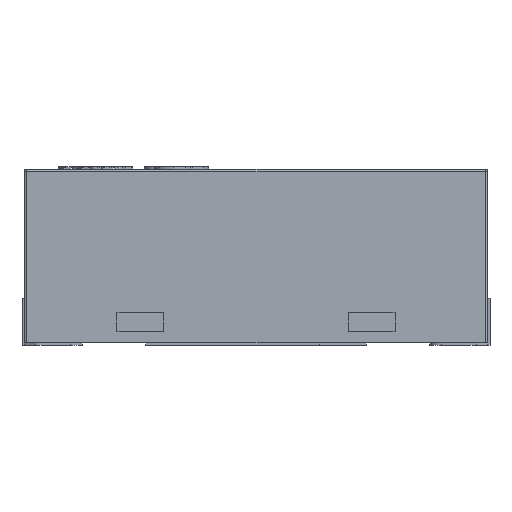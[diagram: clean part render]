
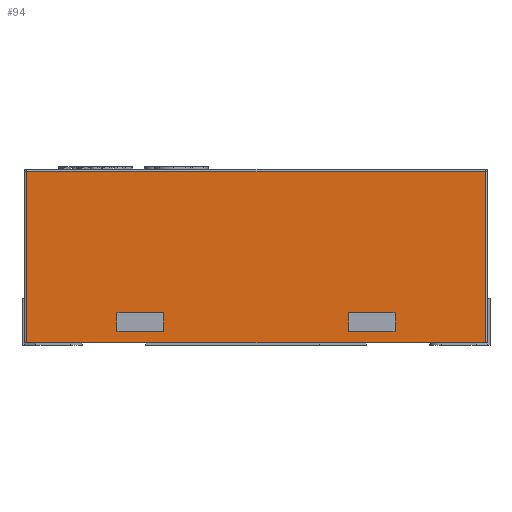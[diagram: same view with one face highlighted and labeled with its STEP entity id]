
A CAD part, left-side view. The second image highlights one B-rep face of the part: STEP entity #94.
In plain terms, the highlighted planar face has unit normal (-1, 0, 0).
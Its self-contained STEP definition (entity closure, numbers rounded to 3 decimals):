
#86 = DIRECTION ( 'NONE',  ( 0., 0., -1. ) ) ;
#94 = ADVANCED_FACE ( 'NONE', ( #2586, #5809, #15063 ), #19553, .T. ) ;
#373 = VECTOR ( 'NONE', #6900, 1000. ) ;
#420 = CARTESIAN_POINT ( 'NONE',  ( -1., -0.4, -0.7 ) ) ;
#764 = LINE ( 'NONE', #12842, #373 ) ;
#778 = CARTESIAN_POINT ( 'NONE',  ( -1., -0.99, -0.01 ) ) ;
#957 = VERTEX_POINT ( 'NONE', #1507 ) ;
#994 = LINE ( 'NONE', #7020, #12069 ) ;
#1254 = DIRECTION ( 'NONE',  ( -1., 0., 0. ) ) ;
#1416 = VERTEX_POINT ( 'NONE', #5847 ) ;
#1507 = CARTESIAN_POINT ( 'NONE',  ( -1., -0.6, -0.7 ) ) ;
#1860 = CARTESIAN_POINT ( 'NONE',  ( -1., 0.4, -0.62 ) ) ;
#1866 = DIRECTION ( 'NONE',  ( 0., 0., -1. ) ) ;
#2015 = VERTEX_POINT ( 'NONE', #8055 ) ;
#2123 = VECTOR ( 'NONE', #86, 1000. ) ;
#2155 = CARTESIAN_POINT ( 'NONE',  ( -1., -0.99, -0.75 ) ) ;
#2271 = CARTESIAN_POINT ( 'NONE',  ( -1., 0.99, -0.75 ) ) ;
#2586 = FACE_BOUND ( 'NONE', #4019, .T. ) ;
#2764 = ORIENTED_EDGE ( 'NONE', *, *, #8863, .T. ) ;
#2807 = VECTOR ( 'NONE', #7654, 1000. ) ;
#2924 = CARTESIAN_POINT ( 'NONE',  ( -1., 1., -0.75 ) ) ;
#3081 = VERTEX_POINT ( 'NONE', #12375 ) ;
#3410 = VECTOR ( 'NONE', #9064, 1000. ) ;
#4019 = EDGE_LOOP ( 'NONE', ( #13576, #4125, #11869, #17548 ) ) ;
#4125 = ORIENTED_EDGE ( 'NONE', *, *, #7470, .T. ) ;
#4174 = VECTOR ( 'NONE', #19246, 1000. ) ;
#4279 = EDGE_CURVE ( 'NONE', #10209, #11944, #6974, .T. ) ;
#4285 = CARTESIAN_POINT ( 'NONE',  ( -1., 1., -0.75 ) ) ;
#4641 = EDGE_LOOP ( 'NONE', ( #16060, #5670, #15272, #13729 ) ) ;
#4806 = EDGE_CURVE ( 'NONE', #2015, #13966, #18079, .T. ) ;
#5289 = CARTESIAN_POINT ( 'NONE',  ( -1., 0.99, -0.01 ) ) ;
#5614 = AXIS2_PLACEMENT_3D ( 'NONE', #4285, #1254, #8717 ) ;
#5670 = ORIENTED_EDGE ( 'NONE', *, *, #4279, .T. ) ;
#5809 = FACE_BOUND ( 'NONE', #8819, .T. ) ;
#5847 = CARTESIAN_POINT ( 'NONE',  ( -1., -0.4, -0.62 ) ) ;
#6079 = VECTOR ( 'NONE', #18917, 1000. ) ;
#6143 = DIRECTION ( 'NONE',  ( 0., 0., 1. ) ) ;
#6616 = LINE ( 'NONE', #17206, #17630 ) ;
#6900 = DIRECTION ( 'NONE',  ( 0., 0., -1. ) ) ;
#6974 = LINE ( 'NONE', #2155, #8617 ) ;
#7020 = CARTESIAN_POINT ( 'NONE',  ( -1., -0.4, -0.7 ) ) ;
#7470 = EDGE_CURVE ( 'NONE', #12505, #1416, #994, .T. ) ;
#7647 = CARTESIAN_POINT ( 'NONE',  ( -1., 0.6, -0.7 ) ) ;
#7654 = DIRECTION ( 'NONE',  ( 0., 1., 0. ) ) ;
#7962 = VECTOR ( 'NONE', #6143, 1000. ) ;
#7984 = VECTOR ( 'NONE', #10370, 1000. ) ;
#7987 = EDGE_CURVE ( 'NONE', #14291, #10209, #16716, .T. ) ;
#8055 = CARTESIAN_POINT ( 'NONE',  ( -1., 0.6, -0.62 ) ) ;
#8071 = EDGE_CURVE ( 'NONE', #13966, #10438, #10881, .T. ) ;
#8281 = LINE ( 'NONE', #8693, #4174 ) ;
#8369 = CARTESIAN_POINT ( 'NONE',  ( -1., -0.99, -0.75 ) ) ;
#8617 = VECTOR ( 'NONE', #13122, 1000. ) ;
#8693 = CARTESIAN_POINT ( 'NONE',  ( -1., -0.6, -0.7 ) ) ;
#8717 = DIRECTION ( 'NONE',  ( 0., -1., 0. ) ) ;
#8819 = EDGE_LOOP ( 'NONE', ( #15381, #12618, #2764, #14056 ) ) ;
#8863 = EDGE_CURVE ( 'NONE', #10438, #18665, #15524, .T. ) ;
#9064 = DIRECTION ( 'NONE',  ( 0., -1., 0. ) ) ;
#9529 = LINE ( 'NONE', #2271, #17674 ) ;
#10209 = VERTEX_POINT ( 'NONE', #8369 ) ;
#10363 = CARTESIAN_POINT ( 'NONE',  ( -1., 0.6, -0.7 ) ) ;
#10370 = DIRECTION ( 'NONE',  ( 0., -1., 0. ) ) ;
#10438 = VERTEX_POINT ( 'NONE', #18593 ) ;
#10445 = EDGE_CURVE ( 'NONE', #18665, #2015, #18487, .T. ) ;
#10784 = CARTESIAN_POINT ( 'NONE',  ( -1., 0.6, -0.7 ) ) ;
#10859 = EDGE_CURVE ( 'NONE', #11944, #14075, #17344, .T. ) ;
#10881 = LINE ( 'NONE', #12659, #2123 ) ;
#11074 = EDGE_CURVE ( 'NONE', #957, #12505, #8281, .T. ) ;
#11174 = CARTESIAN_POINT ( 'NONE',  ( -1., 0.99, -0.75 ) ) ;
#11771 = EDGE_CURVE ( 'NONE', #1416, #3081, #6616, .T. ) ;
#11869 = ORIENTED_EDGE ( 'NONE', *, *, #11771, .T. ) ;
#11944 = VERTEX_POINT ( 'NONE', #778 ) ;
#12069 = VECTOR ( 'NONE', #13577, 1000. ) ;
#12375 = CARTESIAN_POINT ( 'NONE',  ( -1., -0.6, -0.62 ) ) ;
#12505 = VERTEX_POINT ( 'NONE', #420 ) ;
#12618 = ORIENTED_EDGE ( 'NONE', *, *, #8071, .T. ) ;
#12659 = CARTESIAN_POINT ( 'NONE',  ( -1., 0.4, -0.7 ) ) ;
#12842 = CARTESIAN_POINT ( 'NONE',  ( -1., -0.6, -0.7 ) ) ;
#13122 = DIRECTION ( 'NONE',  ( 0., 0., 1. ) ) ;
#13576 = ORIENTED_EDGE ( 'NONE', *, *, #11074, .T. ) ;
#13577 = DIRECTION ( 'NONE',  ( 0., 0., 1. ) ) ;
#13729 = ORIENTED_EDGE ( 'NONE', *, *, #18019, .T. ) ;
#13966 = VERTEX_POINT ( 'NONE', #1860 ) ;
#14056 = ORIENTED_EDGE ( 'NONE', *, *, #10445, .T. ) ;
#14075 = VERTEX_POINT ( 'NONE', #5289 ) ;
#14291 = VERTEX_POINT ( 'NONE', #11174 ) ;
#14904 = CARTESIAN_POINT ( 'NONE',  ( -1., 0.6, -0.62 ) ) ;
#15063 = FACE_OUTER_BOUND ( 'NONE', #4641, .T. ) ;
#15272 = ORIENTED_EDGE ( 'NONE', *, *, #10859, .T. ) ;
#15381 = ORIENTED_EDGE ( 'NONE', *, *, #4806, .T. ) ;
#15524 = LINE ( 'NONE', #10784, #2807 ) ;
#15995 = DIRECTION ( 'NONE',  ( 0., -1., 0. ) ) ;
#16060 = ORIENTED_EDGE ( 'NONE', *, *, #7987, .T. ) ;
#16716 = LINE ( 'NONE', #2924, #3410 ) ;
#17206 = CARTESIAN_POINT ( 'NONE',  ( -1., -0.6, -0.62 ) ) ;
#17247 = CARTESIAN_POINT ( 'NONE',  ( -1., 1., -0.01 ) ) ;
#17344 = LINE ( 'NONE', #17247, #6079 ) ;
#17548 = ORIENTED_EDGE ( 'NONE', *, *, #19491, .T. ) ;
#17630 = VECTOR ( 'NONE', #15995, 1000. ) ;
#17674 = VECTOR ( 'NONE', #1866, 1000. ) ;
#18019 = EDGE_CURVE ( 'NONE', #14075, #14291, #9529, .T. ) ;
#18079 = LINE ( 'NONE', #14904, #7984 ) ;
#18487 = LINE ( 'NONE', #7647, #7962 ) ;
#18593 = CARTESIAN_POINT ( 'NONE',  ( -1., 0.4, -0.7 ) ) ;
#18665 = VERTEX_POINT ( 'NONE', #10363 ) ;
#18917 = DIRECTION ( 'NONE',  ( 0., 1., 0. ) ) ;
#19246 = DIRECTION ( 'NONE',  ( 0., 1., 0. ) ) ;
#19491 = EDGE_CURVE ( 'NONE', #3081, #957, #764, .T. ) ;
#19553 = PLANE ( 'NONE',  #5614 ) ;
